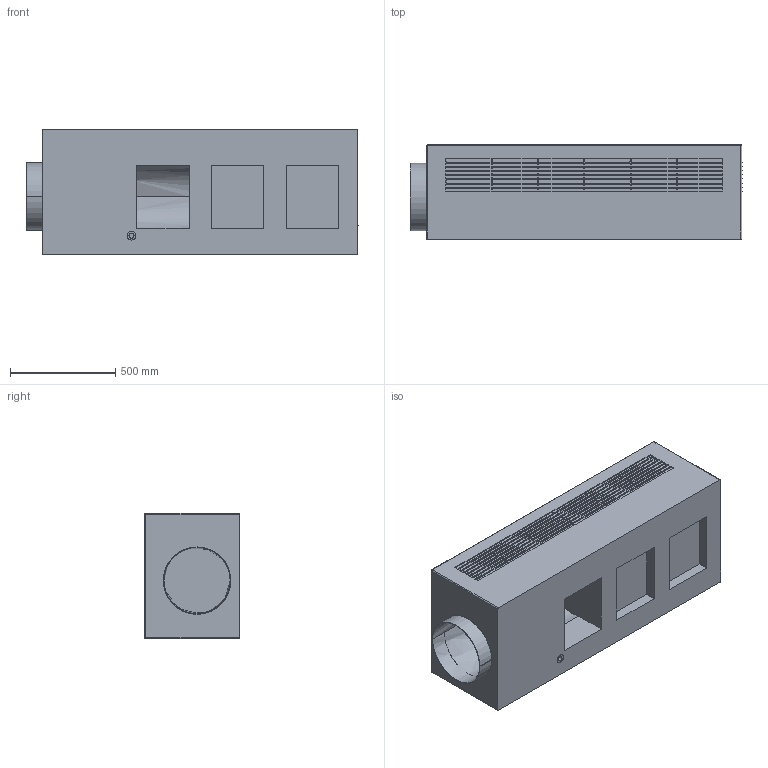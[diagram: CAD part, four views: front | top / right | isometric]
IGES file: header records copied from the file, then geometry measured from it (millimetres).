
Start section: SolidWorks IGES file using analytic representation for surfaces
Global section: file name: 0093.1629_TOPBOX_Standard-L.IGS; native system: SolidWorks 2021; preprocessor: SolidWorks 2021; author: kammerer; date: 220718.160301; units: millimetre
Bounding box: 1578 x 448 x 596.5 mm (x, y, z)
Surface area: 4735527.1 mm2 (no closed solid volume)
Topology: 0 solids, 0 shells, 933 faces, 9403 edges, 9399 vertices
Faces by surface type: bspline 519, revolution 414
